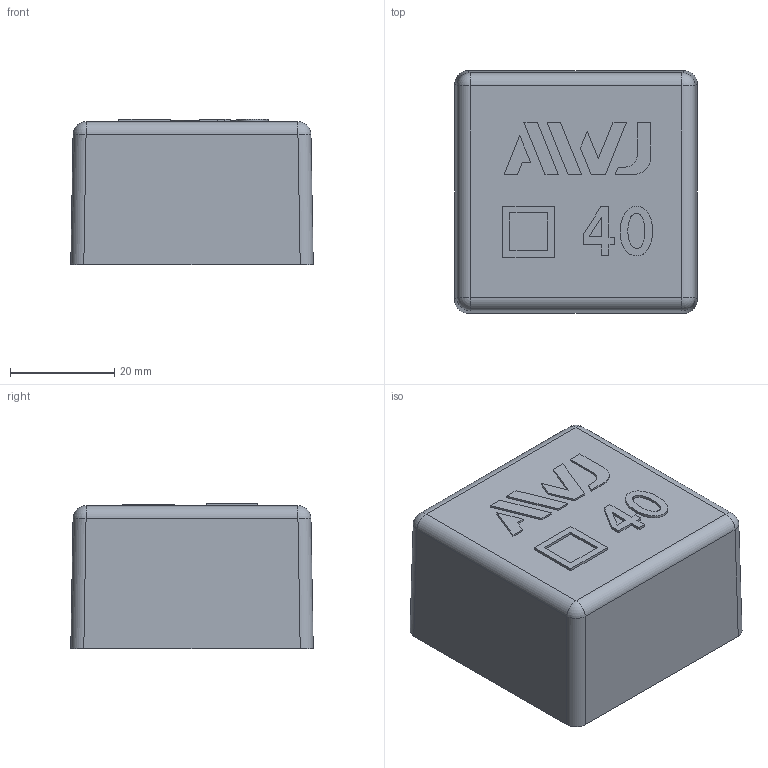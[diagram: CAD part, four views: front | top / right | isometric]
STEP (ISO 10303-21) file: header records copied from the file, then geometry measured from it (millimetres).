
FILE_DESCRIPTION( ( 'STEP AP203' ), '1' );
FILE_NAME( '40.step', '2022-07-25T02:13:31', ( ' ' ), ( ' ' ), 'XStep 1.0', ' ', ' ' );
FILE_SCHEMA( ( 'CONFIG_CONTROL_DESIGN' ) );
Length unit declared in the file: millimetre
Products named in the file (1): 1
Bounding box: 46.6 x 46.6 x 28 mm (x, y, z)
Volume: 18492.5 mm3; surface area: 12852.2 mm2
Topology: 1 solids, 1 shells, 86 faces, 208 edges, 132 vertices
Faces by surface type: plane 70, cylinder 10, sphere 4, extrusion 2
Entity records: 2554 total; most frequent: CARTESIAN_POINT 605, ORIENTED_EDGE 404, DIRECTION 346, EDGE_CURVE 202, VECTOR 136, LINE 134, VERTEX_POINT 132, AXIS2_PLACEMENT_3D 105
